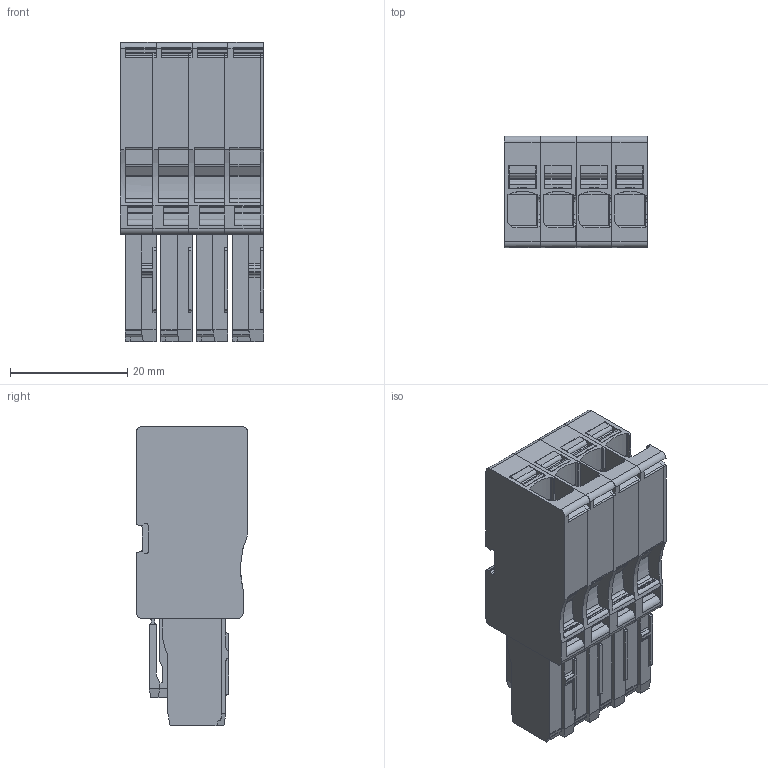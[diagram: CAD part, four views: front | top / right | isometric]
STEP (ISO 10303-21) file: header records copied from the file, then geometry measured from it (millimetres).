
FILE_DESCRIPTION(('CATIA V5 STEP Exchange','CAx-IF Rec.Pracs.--- Model Styling and Organization---1.4--- 2014-01-23'),'2;1');
FILE_NAME ('289465-1_3', '2022-06-09T08:03:59+00:00', ('none'), ('Weidmueller'), 'CATIA Version 5-6 Release 2016 SP3 HF44', 'CATIA V5 STEP AP214', 'none');
FILE_SCHEMA(('AUTOMOTIVE_DESIGN { 1 0 10303 214 1 1 1 1 }'));
Length unit declared in the file: millimetre
Products named in the file (1): 2540440000
Bounding box: 24.4 x 19 x 50.95 mm (x, y, z)
Volume: 16053.7 mm3; surface area: 13495.5 mm2
Topology: 9 solids, 9 shells, 1330 faces, 3923 edges, 2615 vertices
Faces by surface type: plane 751, cylinder 535, extrusion 44
Entity records: 44656 total; most frequent: CARTESIAN_POINT 8746, ORIENTED_EDGE 7846, DIRECTION 6201, EDGE_CURVE 3923, VECTOR 2832, LINE 2788, VERTEX_POINT 2615, AXIS2_PLACEMENT_3D 2182
